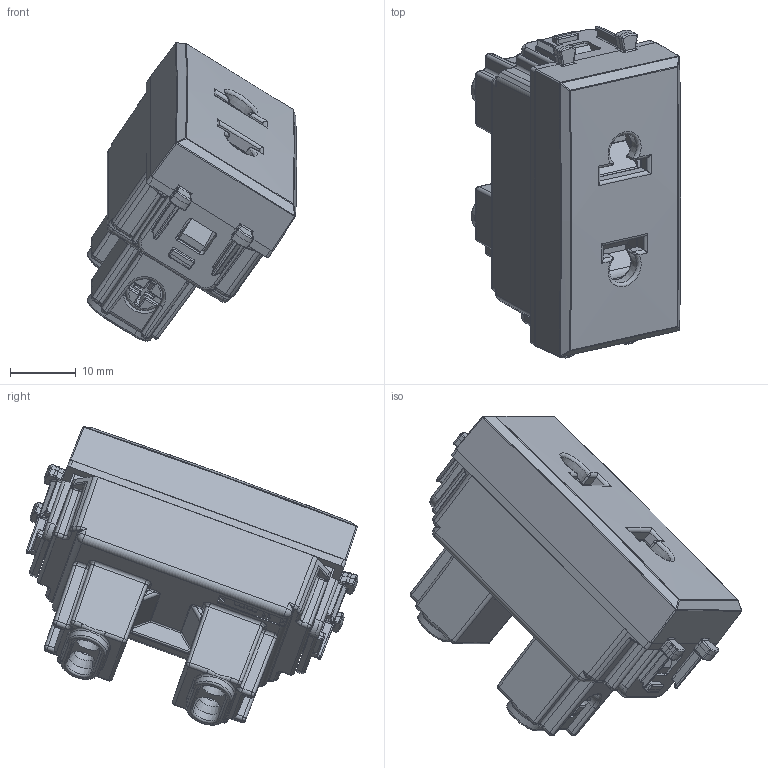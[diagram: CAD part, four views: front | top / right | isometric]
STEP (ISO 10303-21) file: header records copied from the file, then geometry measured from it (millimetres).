
FILE_DESCRIPTION(('CATIA V5 STEP Exchange'),'2;1');
FILE_NAME('442033S.stp','2024-03-06T10:20:21+00:00',('none'),('none'),'CATIA Version 5-6 Release 2016 SP6','CATIA V5 STEP AP203','none');
FILE_SCHEMA(('CONFIG_CONTROL_DESIGN'));
Products named in the file (1): 442033S
Assembly tree (10 placements, depth 2):
  442033S
    #57
    #11500  x2
    #13426  x2
    #14279
    #48843
    #90464  x2
    #93999
Bounding box: 31.93 x 50.61 x 45.49 mm (x, y, z)
Volume: 11428.7 mm3; surface area: 19001 mm2
Topology: 10 solids, 10 shells, 3224 faces, 8196 edges, 4743 vertices
Faces by surface type: plane 1292, cylinder 1132, bspline 384, sphere 244, cone 98, torus 50, extrusion 24
Entity records: 118776 total; most frequent: CARTESIAN_POINT 56540, ORIENTED_EDGE 14806, DIRECTION 9189, EDGE_CURVE 7403, VERTEX_POINT 4425, VECTOR 3509, LINE 3485, AXIS2_PLACEMENT_3D 3399
